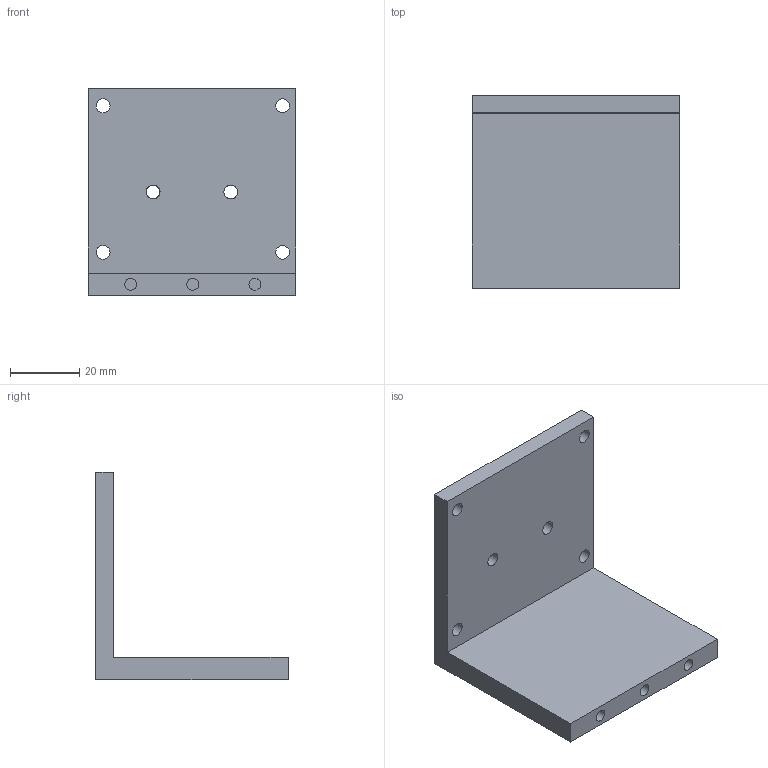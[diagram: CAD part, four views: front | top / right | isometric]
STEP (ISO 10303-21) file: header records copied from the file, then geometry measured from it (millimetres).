
FILE_DESCRIPTION(/* description */ (''),/* implementation_level */ '2;1');
FILE_NAME(/* name */ '',/* time_stamp */ '2025-11-24T20:50:56+03:00',/* author */ ('katya_notebook'),/* organization */ (''),/* preprocessor_version */ 'ST-DEVELOPER v20',/* originating_system */ 'Autodesk Inventor 2024',/* authorisation */ '');
FILE_SCHEMA (('AUTOMOTIVE_DESIGN { 1 0 10303 214 3 1 1 }'));
Length unit declared in the file: millimetre
Products named in the file (1): крепление свободной 
шестерни
Bounding box: 60 x 55.7 x 60 mm (x, y, z)
Volume: 37109.4 mm3; surface area: 15699.7 mm2
Topology: 1 solids, 1 shells, 20 faces, 45 edges, 30 vertices
Faces by surface type: plane 11, cylinder 7, bspline 2
Full cylindrical faces by diameter (mm): 3.5 x3, 4 x4
Entity records: 948 total; most frequent: CARTESIAN_POINT 428, DIRECTION 93, ORIENTED_EDGE 90, EDGE_CURVE 45, EDGE_LOOP 35, AXIS2_PLACEMENT_3D 33, VERTEX_POINT 30, LINE 27
